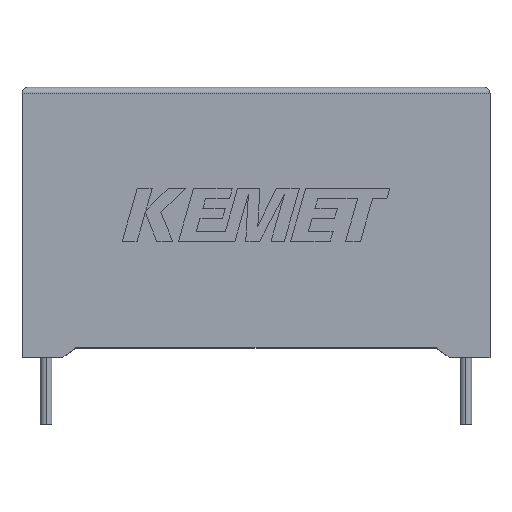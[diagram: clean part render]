
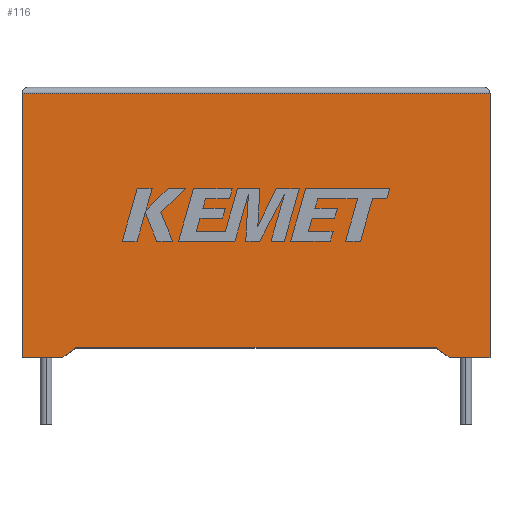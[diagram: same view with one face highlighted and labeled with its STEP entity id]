
A CAD part, top view. The second image highlights one B-rep face of the part: STEP entity #116.
In plain terms, the highlighted planar face has unit normal (0, 0, 1).
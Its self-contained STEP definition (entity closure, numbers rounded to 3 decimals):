
#11 = VERTEX_POINT ( 'NONE', #219 ) ;
#68 = CARTESIAN_POINT ( 'NONE',  ( 0., 0., 13.3 ) ) ;
#116 = ADVANCED_FACE ( 'NONE', ( #3059 ), #1765, .F. ) ;
#175 = EDGE_CURVE ( 'NONE', #291, #837, #1360, .T. ) ;
#181 = LINE ( 'NONE', #2349, #790 ) ;
#219 = CARTESIAN_POINT ( 'NONE',  ( 4.811, 0.831, 13.3 ) ) ;
#269 = DIRECTION ( 'NONE',  ( -1., 0., 0. ) ) ;
#272 = CARTESIAN_POINT ( 'NONE',  ( 0., 0., 13.3 ) ) ;
#291 = VERTEX_POINT ( 'NONE', #2407 ) ;
#334 = EDGE_LOOP ( 'NONE', ( #1082, #1733, #2169, #2564, #2782, #905, #528, #2909 ) ) ;
#346 = CARTESIAN_POINT ( 'NONE',  ( 41.8, 0., 13.3 ) ) ;
#413 = DIRECTION ( 'NONE',  ( 1., 0., 0. ) ) ;
#437 = EDGE_CURVE ( 'NONE', #1308, #291, #1368, .T. ) ;
#528 = ORIENTED_EDGE ( 'NONE', *, *, #2129, .T. ) ;
#537 = DIRECTION ( 'NONE',  ( 0., -1., 0. ) ) ;
#550 = CARTESIAN_POINT ( 'NONE',  ( 20.9, 0.831, 13.3 ) ) ;
#619 = EDGE_CURVE ( 'NONE', #1650, #11, #1681, .T. ) ;
#673 = CARTESIAN_POINT ( 'NONE',  ( 0., 23.6, 13.3 ) ) ;
#687 = VECTOR ( 'NONE', #537, 1000. ) ;
#790 = VECTOR ( 'NONE', #413, 1000. ) ;
#805 = EDGE_CURVE ( 'NONE', #2082, #1308, #181, .T. ) ;
#824 = CARTESIAN_POINT ( 'NONE',  ( 0., 0., 13.3 ) ) ;
#837 = VERTEX_POINT ( 'NONE', #673 ) ;
#905 = ORIENTED_EDGE ( 'NONE', *, *, #619, .F. ) ;
#982 = VECTOR ( 'NONE', #269, 1000. ) ;
#1000 = CARTESIAN_POINT ( 'NONE',  ( 38.15, 0., 13.3 ) ) ;
#1016 = LINE ( 'NONE', #2161, #1488 ) ;
#1069 = DIRECTION ( 'NONE',  ( -1., 0., 0. ) ) ;
#1082 = ORIENTED_EDGE ( 'NONE', *, *, #437, .T. ) ;
#1148 = VECTOR ( 'NONE', #2963, 1000. ) ;
#1222 = VERTEX_POINT ( 'NONE', #2036 ) ;
#1230 = CARTESIAN_POINT ( 'NONE',  ( 38.15, 0., 13.3 ) ) ;
#1280 = VECTOR ( 'NONE', #1490, 1000. ) ;
#1287 = DIRECTION ( 'NONE',  ( 0., 0., -1. ) ) ;
#1299 = LINE ( 'NONE', #1000, #1770 ) ;
#1303 = EDGE_CURVE ( 'NONE', #837, #2379, #2185, .T. ) ;
#1308 = VERTEX_POINT ( 'NONE', #346 ) ;
#1323 = CARTESIAN_POINT ( 'NONE',  ( 41.8, 0., 13.3 ) ) ;
#1360 = LINE ( 'NONE', #2776, #982 ) ;
#1368 = LINE ( 'NONE', #1323, #2200 ) ;
#1488 = VECTOR ( 'NONE', #2853, 1000. ) ;
#1490 = DIRECTION ( 'NONE',  ( -1., 0., 0. ) ) ;
#1603 = EDGE_CURVE ( 'NONE', #11, #1222, #1016, .T. ) ;
#1650 = VERTEX_POINT ( 'NONE', #1749 ) ;
#1681 = LINE ( 'NONE', #550, #1280 ) ;
#1733 = ORIENTED_EDGE ( 'NONE', *, *, #175, .T. ) ;
#1749 = CARTESIAN_POINT ( 'NONE',  ( 36.989, 0.831, 13.3 ) ) ;
#1759 = AXIS2_PLACEMENT_3D ( 'NONE', #2739, #1287, #1069 ) ;
#1765 = PLANE ( 'NONE',  #1759 ) ;
#1770 = VECTOR ( 'NONE', #2156, 1000. ) ;
#2036 = CARTESIAN_POINT ( 'NONE',  ( 3.65, 0., 13.3 ) ) ;
#2082 = VERTEX_POINT ( 'NONE', #1230 ) ;
#2093 = LINE ( 'NONE', #68, #1148 ) ;
#2129 = EDGE_CURVE ( 'NONE', #1650, #2082, #1299, .T. ) ;
#2156 = DIRECTION ( 'NONE',  ( 0.813, -0.582, 0. ) ) ;
#2161 = CARTESIAN_POINT ( 'NONE',  ( 3.65, 0., 13.3 ) ) ;
#2169 = ORIENTED_EDGE ( 'NONE', *, *, #1303, .T. ) ;
#2185 = LINE ( 'NONE', #824, #687 ) ;
#2200 = VECTOR ( 'NONE', #2733, 1000. ) ;
#2349 = CARTESIAN_POINT ( 'NONE',  ( 0., 0., 13.3 ) ) ;
#2379 = VERTEX_POINT ( 'NONE', #272 ) ;
#2407 = CARTESIAN_POINT ( 'NONE',  ( 41.8, 23.6, 13.3 ) ) ;
#2564 = ORIENTED_EDGE ( 'NONE', *, *, #2639, .T. ) ;
#2639 = EDGE_CURVE ( 'NONE', #2379, #1222, #2093, .T. ) ;
#2733 = DIRECTION ( 'NONE',  ( 0., 1., 0. ) ) ;
#2739 = CARTESIAN_POINT ( 'NONE',  ( 0., 0., 13.3 ) ) ;
#2776 = CARTESIAN_POINT ( 'NONE',  ( 0., 23.6, 13.3 ) ) ;
#2782 = ORIENTED_EDGE ( 'NONE', *, *, #1603, .F. ) ;
#2853 = DIRECTION ( 'NONE',  ( -0.813, -0.582, 0. ) ) ;
#2909 = ORIENTED_EDGE ( 'NONE', *, *, #805, .T. ) ;
#2963 = DIRECTION ( 'NONE',  ( 1., 0., 0. ) ) ;
#3059 = FACE_OUTER_BOUND ( 'NONE', #334, .T. ) ;
